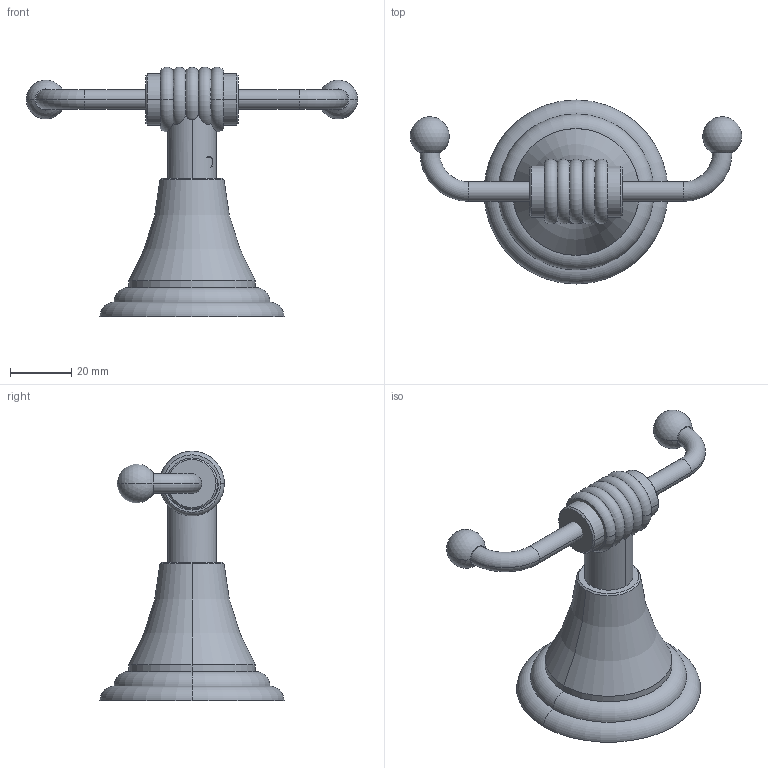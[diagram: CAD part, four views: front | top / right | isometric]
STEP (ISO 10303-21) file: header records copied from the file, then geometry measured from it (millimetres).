
FILE_DESCRIPTION((''),'2;1');
FILE_NAME('17-13_WEB','2010-11-12T',('project'),(''),'PRO/ENGINEER BY PARAMETRIC TECHNOLOGY CORPORATION, 2009300','PRO/ENGINEER BY PARAMETRIC TECHNOLOGY CORPORATION, 2009300','');
FILE_SCHEMA(('CONFIG_CONTROL_DESIGN'));
Length unit declared in the file: inch
Products named in the file (1): 17-13_WEB
Bounding box: 107.94 x 59.94 x 81.28 mm (x, y, z)
Surface area: 19119.9 mm2 (no closed solid volume)
Topology: 0 solids, 13 shells, 53 faces, 125 edges, 81 vertices
Faces by surface type: torus 17, cylinder 15, plane 10, cone 6, sphere 4, bspline 1
Entity records: 2016 total; most frequent: CARTESIAN_POINT 781, DIRECTION 283, ORIENTED_EDGE 209, AXIS2_PLACEMENT_3D 130, EDGE_CURVE 121, VERTEX_POINT 81, CIRCLE 78, EDGE_LOOP 53
